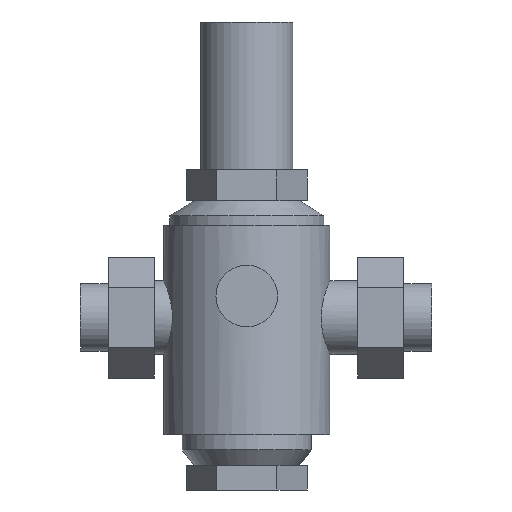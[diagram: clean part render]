
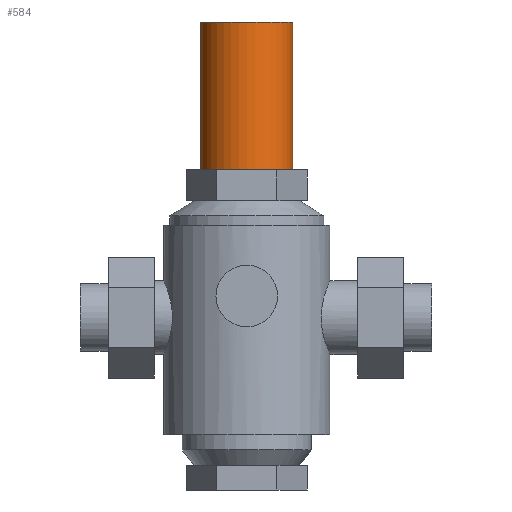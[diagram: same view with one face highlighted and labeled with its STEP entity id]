
A CAD part, front view. The second image highlights one B-rep face of the part: STEP entity #584.
In plain terms, the highlighted cylindrical face has radius 15 mm (diameter 30 mm), a partial arc.
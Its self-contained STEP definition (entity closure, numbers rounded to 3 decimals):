
#472=VERTEX_POINT('',#1262);
#490=VERTEX_POINT('',#1285);
#524=EDGE_CURVE('',#634,#490,#1321,.T.);
#584=ADVANCED_FACE('',(#1383),#1384,.T.);
#632=EDGE_CURVE('',#472,#872,#1438,.T.);
#634=VERTEX_POINT('',#1440);
#688=EDGE_CURVE('',#634,#872,#1500,.T.);
#858=EDGE_CURVE('',#490,#472,#1691,.T.);
#872=VERTEX_POINT('',#1705);
#1262=CARTESIAN_POINT('',(15.0,0.,48.0));
#1285=CARTESIAN_POINT('',(-15.0,0.,48.0));
#1321=LINE('',#2305,#2306);
#1383=FACE_OUTER_BOUND('',#2403,.T.);
#1384=CYLINDRICAL_SURFACE('',#2404,15.0);
#1438=LINE('',#2480,#2481);
#1440=CARTESIAN_POINT('',(-15.0,0.,96.0));
#1500=CIRCLE('',#2590,15.0);
#1691=CIRCLE('',#2986,15.0);
#1705=CARTESIAN_POINT('',(15.0,0.0,96.0));
#2305=CARTESIAN_POINT('',(-15.0,0.,88.0));
#2306=VECTOR('',#3845,1.0);
#2403=EDGE_LOOP('',(#3892,#3893,#3894,#3895));
#2404=AXIS2_PLACEMENT_3D('',#3896,#3897,#3898);
#2480=CARTESIAN_POINT('',(15.0,0.,88.0));
#2481=VECTOR('',#3958,1.0);
#2590=AXIS2_PLACEMENT_3D('',#4025,#4026,#4027);
#2986=AXIS2_PLACEMENT_3D('',#4255,#4256,#4257);
#3845=DIRECTION('',(0.0,0.0,-1.0));
#3892=ORIENTED_EDGE('',*,*,#632,.T.);
#3893=ORIENTED_EDGE('',*,*,#688,.F.);
#3894=ORIENTED_EDGE('',*,*,#524,.T.);
#3895=ORIENTED_EDGE('',*,*,#858,.T.);
#3896=CARTESIAN_POINT('',(0.0,0.0,88.0));
#3897=DIRECTION('',(0.0,0.0,-1.0));
#3898=DIRECTION('',(1.0,0.0,0.0));
#3958=DIRECTION('',(0.0,0.0,1.0));
#4025=CARTESIAN_POINT('',(0.0,0.0,96.0));
#4026=DIRECTION('',(0.0,0.0,1.0));
#4027=DIRECTION('',(1.0,0.0,0.0));
#4255=CARTESIAN_POINT('',(0.0,0.0,48.0));
#4256=DIRECTION('',(0.0,0.0,1.0));
#4257=DIRECTION('',(1.0,0.0,0.0));
